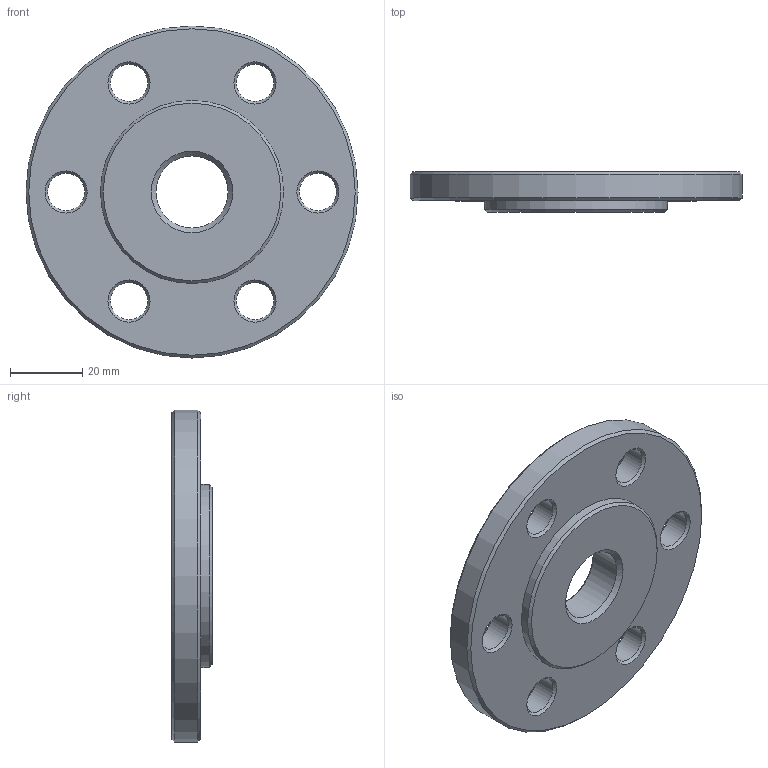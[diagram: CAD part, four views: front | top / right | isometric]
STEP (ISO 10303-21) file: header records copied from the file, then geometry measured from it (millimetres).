
FILE_DESCRIPTION (( 'STEP AP214' ), '1' );
FILE_NAME ('D071105_Flexure_Lower_Plate.STEP', '2022-02-04T17:28:01', ( '' ), ( '' ), 'SwSTEP 2.0', 'SolidWorks 2021', '' );
FILE_SCHEMA (( 'AUTOMOTIVE_DESIGN' ));
Length unit declared in the file: inch
Products named in the file (1): D071105_Flexure_Lower_Plate
Bounding box: 92.08 x 11.2 x 92.08 mm (x, y, z)
Volume: 51925.2 mm3; surface area: 16216.7 mm2
Topology: 1 solids, 1 shells, 29 faces, 64 edges, 38 vertices
Faces by surface type: cone 17, cylinder 9, plane 3
Full cylindrical faces by diameter (mm): 10.317 x6, 20 x1, 50.775 x1, 92.075 x1
Entity records: 712 total; most frequent: DIRECTION 130, CARTESIAN_POINT 100, EDGE_LOOP 70, ORIENTED_EDGE 70, AXIS2_PLACEMENT_3D 65, FACE_OUTER_BOUND 38, CIRCLE 35, EDGE_CURVE 35
